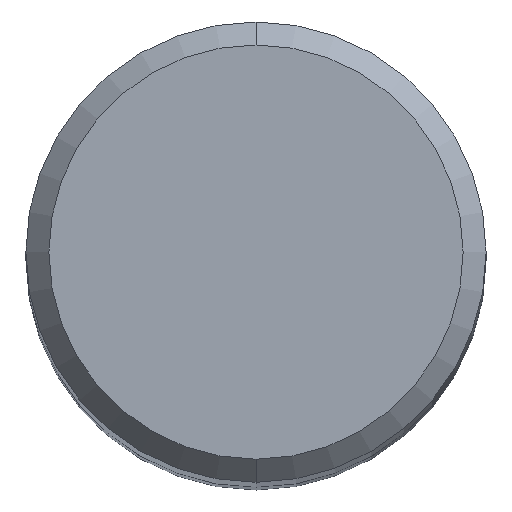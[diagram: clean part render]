
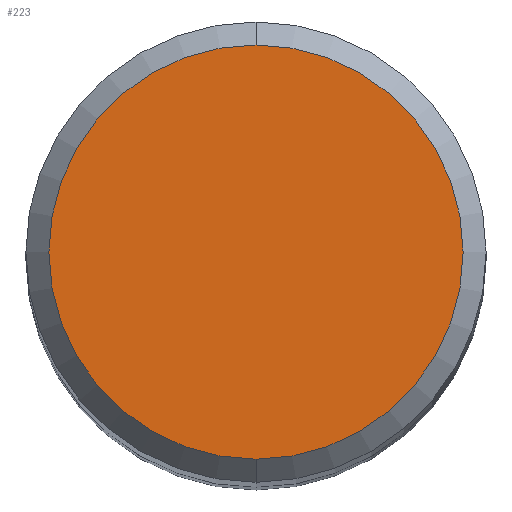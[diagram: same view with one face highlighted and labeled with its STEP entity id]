
A CAD part, top view. The second image highlights one B-rep face of the part: STEP entity #223.
In plain terms, the highlighted planar face has unit normal (0, 0, 1).
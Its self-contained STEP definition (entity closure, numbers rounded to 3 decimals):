
#201=VERTEX_POINT('',#480);
#203=EDGE_CURVE('',#371,#201,#482,.T.);
#223=ADVANCED_FACE('',(#504),#505,.T.);
#235=EDGE_CURVE('',#201,#371,#520,.T.);
#371=VERTEX_POINT('',#670);
#480=CARTESIAN_POINT('',(0.0,5.4,0.0));
#482=CIRCLE('',#889,5.4);
#504=FACE_OUTER_BOUND('',#916,.T.);
#505=PLANE('',#917);
#520=CIRCLE('',#935,5.4);
#670=CARTESIAN_POINT('',(0.,-5.4,0.0));
#889=AXIS2_PLACEMENT_3D('',#1415,#1416,#1417);
#916=EDGE_LOOP('',(#1439,#1440));
#917=AXIS2_PLACEMENT_3D('',#1441,#1442,#1443);
#935=AXIS2_PLACEMENT_3D('',#1469,#1470,#1471);
#1415=CARTESIAN_POINT('',(0.0,0.0,0.0));
#1416=DIRECTION('',(0.0,0.0,-1.0));
#1417=DIRECTION('',(0.0,1.0,0.0));
#1439=ORIENTED_EDGE('',*,*,#235,.F.);
#1440=ORIENTED_EDGE('',*,*,#203,.F.);
#1441=CARTESIAN_POINT('',(0.0,2.7,0.0));
#1442=DIRECTION('',(-0.0,0.0,1.0));
#1443=DIRECTION('',(0.0,-1.0,0.0));
#1469=CARTESIAN_POINT('',(0.0,0.0,0.0));
#1470=DIRECTION('',(0.0,0.0,-1.0));
#1471=DIRECTION('',(0.0,1.0,0.0));
